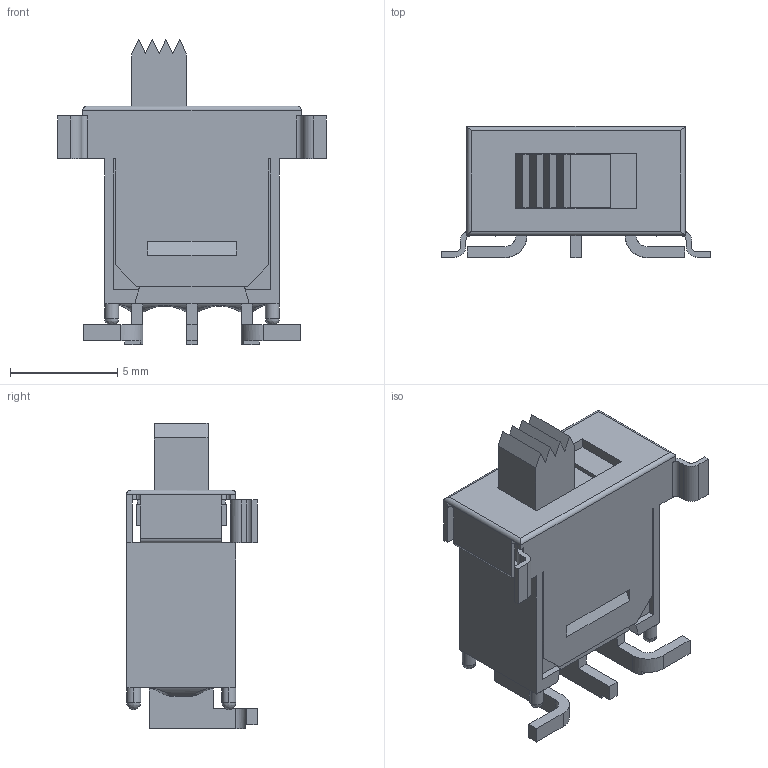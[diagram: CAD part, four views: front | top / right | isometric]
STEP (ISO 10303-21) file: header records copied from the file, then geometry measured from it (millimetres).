
FILE_DESCRIPTION (( 'STEP AP214' ), '1' );
FILE_NAME ('500ASSP1SM6QE.STEP', '2022-09-07T06:08:47', ( '' ), ( '' ), 'SwSTEP 2.0', 'SolidWorks 2017', '' );
FILE_SCHEMA (( 'AUTOMOTIVE_DESIGN' ));
Length unit declared in the file: millimetre
Products named in the file (2): 500ASSP1SM6QE; 500ASSP1SM6QE--3DModel-STEP-520916
Assembly tree (1 placements, depth 2):
  500ASSP1SM6QE
    500ASSP1SM6QE--3DModel-STEP-520916
Bounding box: 12.5 x 6.08 x 14.2 mm (x, y, z)
Volume: 234.4 mm3; surface area: 956.8 mm2
Topology: 1 solids, 1 shells, 225 faces, 657 edges, 416 vertices
Faces by surface type: plane 175, cylinder 38, bspline 12
Entity records: 9051 total; most frequent: CARTESIAN_POINT 3118, ORIENTED_EDGE 1298, DIRECTION 1125, EDGE_CURVE 649, VECTOR 535, LINE 535, VERTEX_POINT 416, AXIS2_PLACEMENT_3D 295
